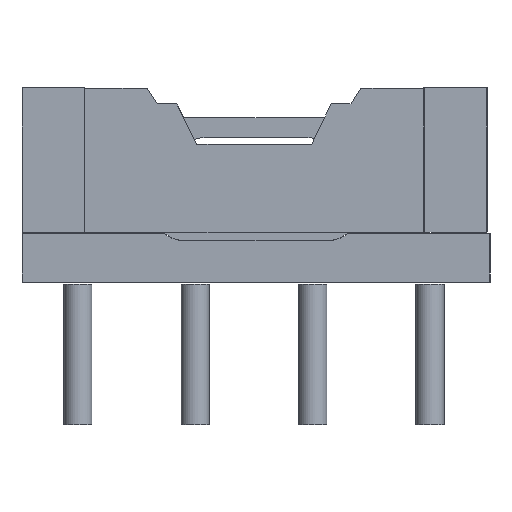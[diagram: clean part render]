
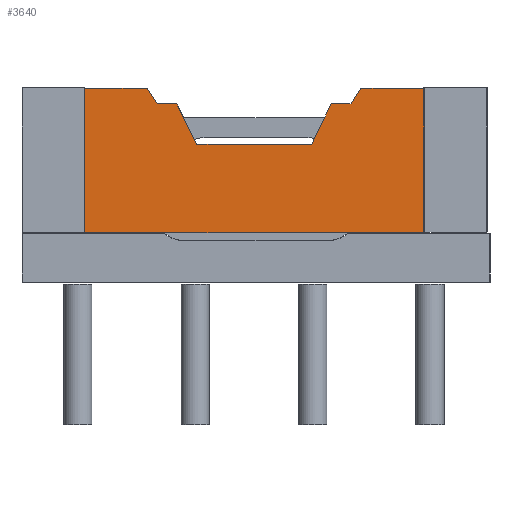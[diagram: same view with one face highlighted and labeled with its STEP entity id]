
A CAD part, left-side view. The second image highlights one B-rep face of the part: STEP entity #3640.
In plain terms, the highlighted planar face has unit normal (-1, 0, 0).
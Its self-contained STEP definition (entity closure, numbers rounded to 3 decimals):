
#3268=CARTESIAN_POINT('',(2661.108,1455.334,2.46));
#3269=VERTEX_POINT('',#3268);
#3276=CARTESIAN_POINT('',(2661.108,1454.704,2.46));
#3277=VERTEX_POINT('',#3276);
#3278=CARTESIAN_POINT('',(2661.108,1454.704,2.46));
#3279=DIRECTION('',(0.0,1.0,0.0));
#3280=VECTOR('',#3279,0.63);
#3281=LINE('',#3278,#3280);
#3282=EDGE_CURVE('',#3277,#3269,#3281,.T.);
#3307=CARTESIAN_POINT('',(2661.108,1454.064,1.171));
#3308=VERTEX_POINT('',#3307);
#3309=CARTESIAN_POINT('',(2661.108,1454.064,1.171));
#3310=DIRECTION('',(0.0,0.445,0.896));
#3311=VECTOR('',#3310,1.44);
#3312=LINE('',#3309,#3311);
#3313=EDGE_CURVE('',#3308,#3277,#3312,.T.);
#3338=CARTESIAN_POINT('',(2661.108,1450.404,1.171));
#3339=VERTEX_POINT('',#3338);
#3340=CARTESIAN_POINT('',(2661.108,1450.404,1.171));
#3341=DIRECTION('',(0.0,1.0,0.0));
#3342=VECTOR('',#3341,3.66);
#3343=LINE('',#3340,#3342);
#3344=EDGE_CURVE('',#3339,#3308,#3343,.T.);
#3369=CARTESIAN_POINT('',(2661.108,1449.771,2.465));
#3370=VERTEX_POINT('',#3369);
#3371=CARTESIAN_POINT('',(2661.108,1449.771,2.465));
#3372=DIRECTION('',(0.0,0.439,-0.899));
#3373=VECTOR('',#3372,1.44);
#3374=LINE('',#3371,#3373);
#3375=EDGE_CURVE('',#3370,#3339,#3374,.T.);
#3401=CARTESIAN_POINT('',(2661.108,1449.141,2.465));
#3402=VERTEX_POINT('',#3401);
#3409=CARTESIAN_POINT('',(2661.108,1448.826,2.966));
#3410=VERTEX_POINT('',#3409);
#3411=CARTESIAN_POINT('',(2661.108,1448.826,2.966));
#3412=DIRECTION('',(0.0,0.533,-0.846));
#3413=VECTOR('',#3412,0.592);
#3414=LINE('',#3411,#3413);
#3415=EDGE_CURVE('',#3410,#3402,#3414,.T.);
#3438=CARTESIAN_POINT('',(2661.108,1449.141,2.465));
#3439=DIRECTION('',(0.0,1.0,0.0));
#3440=VECTOR('',#3439,0.63);
#3441=LINE('',#3438,#3440);
#3442=EDGE_CURVE('',#3402,#3370,#3441,.T.);
#3461=CARTESIAN_POINT('',(2661.108,1455.654,2.966));
#3462=VERTEX_POINT('',#3461);
#3469=CARTESIAN_POINT('',(2661.108,1455.334,2.46));
#3470=DIRECTION('',(0.0,0.535,0.845));
#3471=VECTOR('',#3470,0.598);
#3472=LINE('',#3469,#3471);
#3473=EDGE_CURVE('',#3269,#3462,#3472,.T.);
#3538=CARTESIAN_POINT('',(2661.108,1446.797,2.966));
#3539=VERTEX_POINT('',#3538);
#3540=CARTESIAN_POINT('',(2661.108,1446.797,2.966));
#3541=DIRECTION('',(0.0,1.0,0.0));
#3542=VECTOR('',#3541,2.029);
#3543=LINE('',#3540,#3542);
#3544=EDGE_CURVE('',#3539,#3410,#3543,.T.);
#3561=CARTESIAN_POINT('',(2661.108,1457.647,2.966));
#3562=VERTEX_POINT('',#3561);
#3570=CARTESIAN_POINT('',(2661.108,1457.647,-1.654));
#3571=VERTEX_POINT('',#3570);
#3578=CARTESIAN_POINT('',(2661.108,1457.647,-1.654));
#3579=DIRECTION('',(0.0,0.0,1.0));
#3580=VECTOR('',#3579,4.62);
#3581=LINE('',#3578,#3580);
#3582=EDGE_CURVE('',#3571,#3562,#3581,.T.);
#3593=CARTESIAN_POINT('',(2661.108,1446.797,-1.654));
#3594=VERTEX_POINT('',#3593);
#3595=CARTESIAN_POINT('',(2661.108,1446.797,-1.654));
#3596=DIRECTION('',(0.0,0.0,1.0));
#3597=VECTOR('',#3596,4.62);
#3598=LINE('',#3595,#3597);
#3599=EDGE_CURVE('',#3594,#3539,#3598,.T.);
#3611=CARTESIAN_POINT('',(2661.108,1446.797,-1.654));
#3612=DIRECTION('',(-1.0,0.0,0.0));
#3613=DIRECTION('',(0.0,0.0,1.0));
#3614=AXIS2_PLACEMENT_3D('',#3611,#3612,#3613);
#3615=PLANE('',#3614);
#3616=ORIENTED_EDGE('',*,*,#3473,.T.);
#3617=CARTESIAN_POINT('',(2661.108,1455.654,2.966));
#3618=DIRECTION('',(0.0,1.0,0.0));
#3619=VECTOR('',#3618,1.993);
#3620=LINE('',#3617,#3619);
#3621=EDGE_CURVE('',#3462,#3562,#3620,.T.);
#3622=ORIENTED_EDGE('',*,*,#3621,.T.);
#3623=ORIENTED_EDGE('',*,*,#3582,.F.);
#3624=CARTESIAN_POINT('',(2661.108,1457.647,-1.654));
#3625=DIRECTION('',(0.0,-1.0,0.0));
#3626=VECTOR('',#3625,10.85);
#3627=LINE('',#3624,#3626);
#3628=EDGE_CURVE('',#3571,#3594,#3627,.T.);
#3629=ORIENTED_EDGE('',*,*,#3628,.T.);
#3630=ORIENTED_EDGE('',*,*,#3599,.T.);
#3631=ORIENTED_EDGE('',*,*,#3544,.T.);
#3632=ORIENTED_EDGE('',*,*,#3415,.T.);
#3633=ORIENTED_EDGE('',*,*,#3442,.T.);
#3634=ORIENTED_EDGE('',*,*,#3375,.T.);
#3635=ORIENTED_EDGE('',*,*,#3344,.T.);
#3636=ORIENTED_EDGE('',*,*,#3313,.T.);
#3637=ORIENTED_EDGE('',*,*,#3282,.T.);
#3638=EDGE_LOOP('',(#3616,#3622,#3623,#3629,#3630,#3631,#3632,#3633,#3634,#3635,#3636,#3637));
#3639=FACE_OUTER_BOUND('',#3638,.T.);
#3640=ADVANCED_FACE('',(#3639),#3615,.T.);
